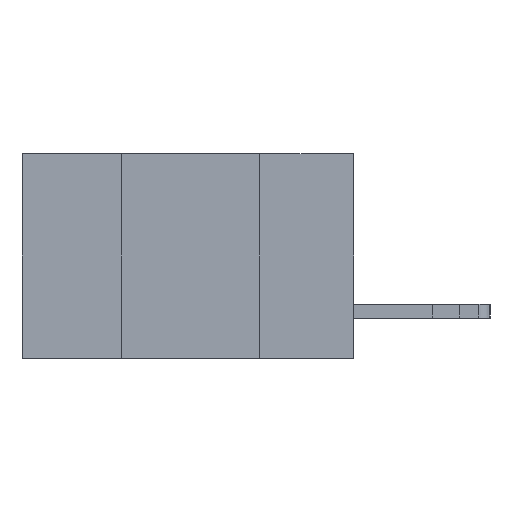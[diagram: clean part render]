
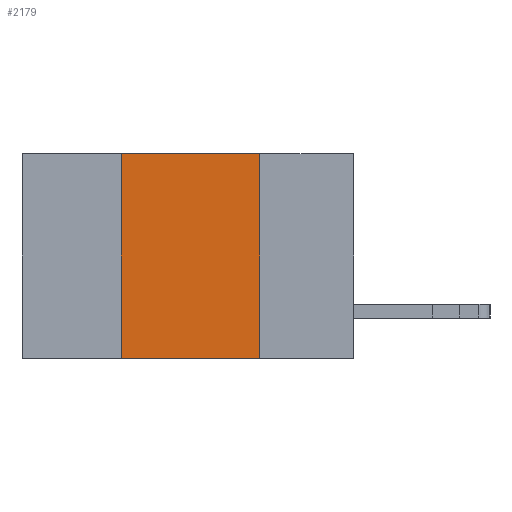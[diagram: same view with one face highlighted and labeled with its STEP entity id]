
A CAD part, left-side view. The second image highlights one B-rep face of the part: STEP entity #2179.
In plain terms, the highlighted planar face has unit normal (-1, 0, 0).
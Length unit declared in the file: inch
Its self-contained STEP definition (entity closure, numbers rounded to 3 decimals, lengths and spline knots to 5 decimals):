
#844 = LINE ( 'NONE', #4972, #2871 ) ;
#1710 = DIRECTION ( 'NONE',  ( 0., 0., 1. ) ) ;
#1898 = ORIENTED_EDGE ( 'NONE', *, *, #9312, .F. ) ;
#2179 = ADVANCED_FACE ( 'NONE', ( #16160 ), #6876, .F. ) ;
#2642 = CARTESIAN_POINT ( 'NONE',  ( 0., 0.6, 0. ) ) ;
#2735 = AXIS2_PLACEMENT_3D ( 'NONE', #2642, #5287, #4146 ) ;
#2867 = VECTOR ( 'NONE', #11565, 39.37008 ) ;
#2871 = VECTOR ( 'NONE', #3830, 39.37008 ) ;
#3359 = ORIENTED_EDGE ( 'NONE', *, *, #4005, .F. ) ;
#3710 = EDGE_CURVE ( 'NONE', #4694, #13273, #16338, .T. ) ;
#3830 = DIRECTION ( 'NONE',  ( 0., -1., 0. ) ) ;
#4005 = EDGE_CURVE ( 'NONE', #4828, #13273, #15539, .T. ) ;
#4146 = DIRECTION ( 'NONE',  ( 0., 0., -1. ) ) ;
#4263 = CARTESIAN_POINT ( 'NONE',  ( 0., 0.42, 0. ) ) ;
#4694 = VERTEX_POINT ( 'NONE', #7166 ) ;
#4828 = VERTEX_POINT ( 'NONE', #11675 ) ;
#4831 = VECTOR ( 'NONE', #9440, 39.37008 ) ;
#4972 = CARTESIAN_POINT ( 'NONE',  ( 0., 0.6, 0. ) ) ;
#5084 = CARTESIAN_POINT ( 'NONE',  ( 0., 0.17, 0. ) ) ;
#5287 = DIRECTION ( 'NONE',  ( 1., 0., 0. ) ) ;
#6528 = EDGE_LOOP ( 'NONE', ( #3359, #1898, #9849, #10626 ) ) ;
#6876 = PLANE ( 'NONE',  #2735 ) ;
#7166 = CARTESIAN_POINT ( 'NONE',  ( 0., 0.42, -0.37 ) ) ;
#8888 = VECTOR ( 'NONE', #1710, 39.37008 ) ;
#9312 = EDGE_CURVE ( 'NONE', #14621, #4828, #844, .T. ) ;
#9440 = DIRECTION ( 'NONE',  ( 0., -1., 0. ) ) ;
#9849 = ORIENTED_EDGE ( 'NONE', *, *, #17335, .F. ) ;
#10626 = ORIENTED_EDGE ( 'NONE', *, *, #3710, .T. ) ;
#11565 = DIRECTION ( 'NONE',  ( 0., 0., -1. ) ) ;
#11675 = CARTESIAN_POINT ( 'NONE',  ( 0., 0.17, 0. ) ) ;
#12664 = LINE ( 'NONE', #4263, #8888 ) ;
#13183 = CARTESIAN_POINT ( 'NONE',  ( 0., 0.17, -0.37 ) ) ;
#13273 = VERTEX_POINT ( 'NONE', #13183 ) ;
#14621 = VERTEX_POINT ( 'NONE', #14769 ) ;
#14769 = CARTESIAN_POINT ( 'NONE',  ( 0., 0.42, 0. ) ) ;
#14842 = CARTESIAN_POINT ( 'NONE',  ( 0., 0.6, -0.37 ) ) ;
#15539 = LINE ( 'NONE', #5084, #2867 ) ;
#16160 = FACE_OUTER_BOUND ( 'NONE', #6528, .T. ) ;
#16338 = LINE ( 'NONE', #14842, #4831 ) ;
#17335 = EDGE_CURVE ( 'NONE', #4694, #14621, #12664, .T. ) ;
